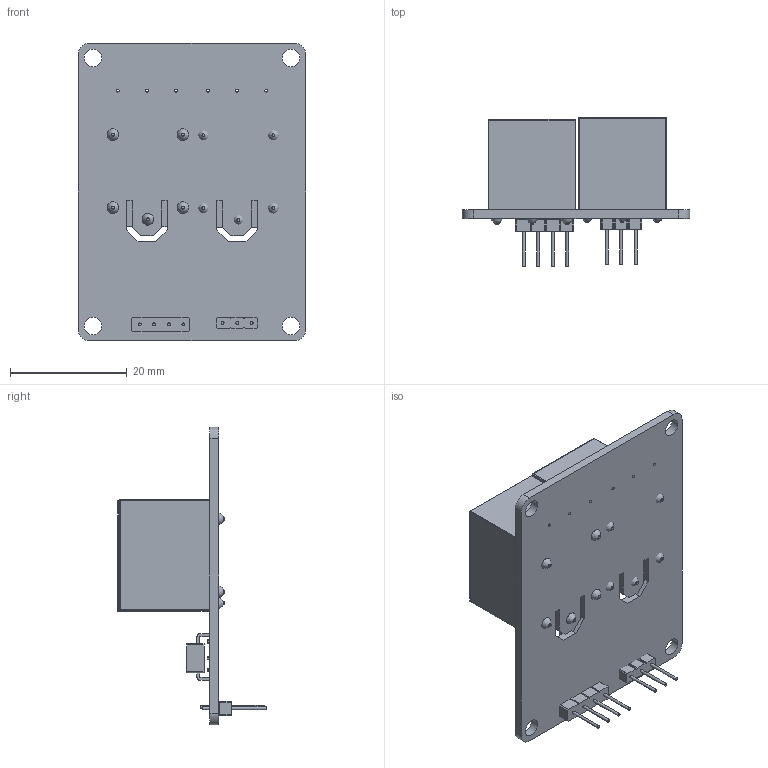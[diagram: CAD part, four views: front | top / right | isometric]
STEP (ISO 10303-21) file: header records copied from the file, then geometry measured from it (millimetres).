
FILE_DESCRIPTION(/* description */ ('STEP AP242','CAx-IF Rec.Pracs.---Representation and Presentation of Product Manufacturing Information (PMI)---4.0---2014-10-13','CAx-IF Rec.Pracs.---3D Tessellated Geometry---0.4---2014-09-14','2;1'),/* implementation_level */ '2;1');
FILE_NAME(/* name */ '674f347bb9921b2ea95d46a6',/* time_stamp */ '2024-12-03T16:40:28Z',/* author */ (''),/* organization */ (''),/* preprocessor_version */ 'ST-DEVELOPER v20',/* originating_system */ 'ONSHAPE BY PTC INC, 1.190',/* authorisation */ ' ');
FILE_SCHEMA (('AP242_MANAGED_MODEL_BASED_3D_ENGINEERING_MIM_LF { 1 0 10303 442 1 1 4 }'));
Length unit declared in the file: metre
Products named in the file (5): Assembly 1; Part 1
Assembly tree (5 placements, depth 2):
  Assembly 1
    Part 1
    Part 1
    Part 1  x2
    Part 1
Bounding box: 39 x 25.46 x 51 mm (x, y, z)
Volume: 12234.4 mm3; surface area: 8241.8 mm2
Topology: 5 solids, 5 shells, 441 faces, 1142 edges, 741 vertices
Faces by surface type: plane 282, cylinder 141, bspline 10, sphere 8
Full cylindrical faces by diameter (mm): 0.5 x57, 3 x4
Entity records: 15219 total; most frequent: CARTESIAN_POINT 2296, DIRECTION 2038, ORIENTED_EDGE 1978, EDGE_CURVE 989, LINE 738, VECTOR 738, VERTEX_POINT 688, AXIS2_PLACEMENT_3D 650
